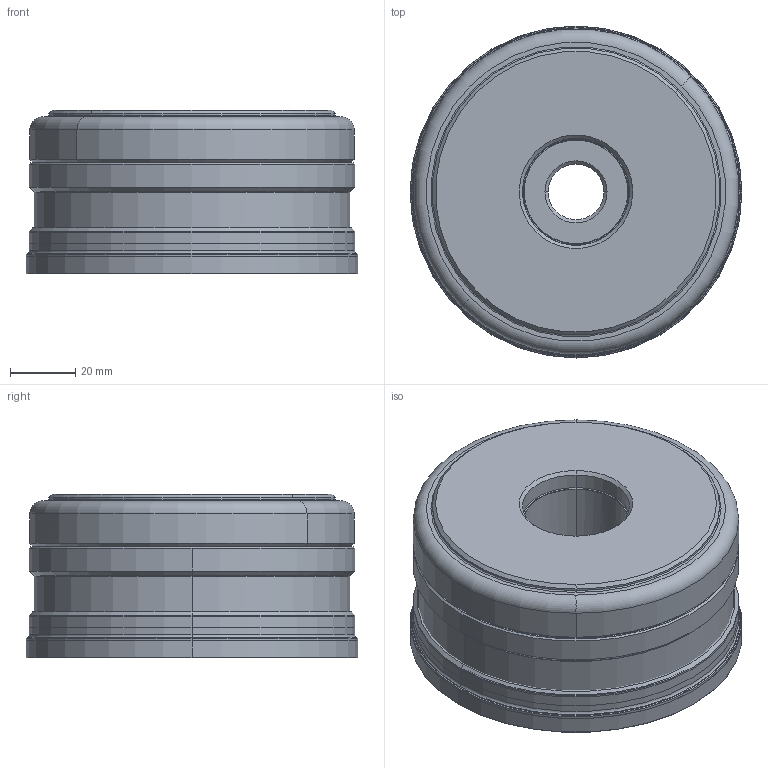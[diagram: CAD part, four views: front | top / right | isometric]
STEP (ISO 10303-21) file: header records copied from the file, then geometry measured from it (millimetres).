
FILE_DESCRIPTION(/* description */ (''),/* implementation_level */ '2;1');
FILE_NAME(/* name */ 'FMAXUR0412D_IR0_004.stp',/* time_stamp */ '2023-03-06T12:44:49+09:00',/* author */ (''),/* organization */ (''),/* preprocessor_version */ 'ST-DEVELOPER v16',/* originating_system */ 'SIEMENS PLM Software NX 10.0',/* authorisation */ '');
FILE_SCHEMA (('AUTOMOTIVE_DESIGN { 1 0 10303 214 3 1 1 1 }'));
Length unit declared in the file: millimetre
Products named in the file (1): FMAXUR0412D_IR0_004_ASM_5_ASM
Bounding box: 101.6 x 101.6 x 50 mm (x, y, z)
Volume: 361282.8 mm3; surface area: 47037.1 mm2
Topology: 2 solids, 2 shells, 114 faces, 301 edges, 227 vertices
Faces by surface type: cone 36, cylinder 28, torus 26, plane 12, revolution 12
Entity records: 4061 total; most frequent: CARTESIAN_POINT 947, DIRECTION 716, ORIENTED_EDGE 548, AXIS2_PLACEMENT_3D 312, EDGE_CURVE 274, CIRCLE 202, VERTEX_POINT 172, EDGE_LOOP 126
